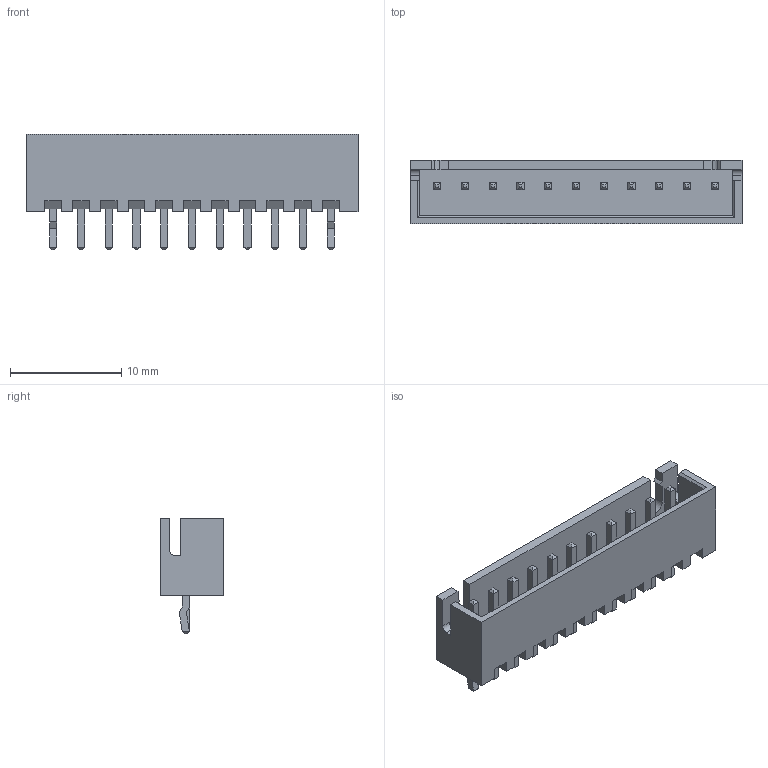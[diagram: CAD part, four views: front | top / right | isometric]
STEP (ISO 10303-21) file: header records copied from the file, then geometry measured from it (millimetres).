
FILE_DESCRIPTION(/* description */ ('model of JST_XH_B11B-XH-A_11x2.50mm_Straight.'),/* implementation_level */ FILE_NAME(/* name */ 'JST_XH_B11B-XH-A_11x2.50mm_Straight..stp',/* time_stamp */ '2017-02-23T14:28:58',/* author */ ('Rene Poeschl',''),/* organization */ (''),/* preprocessor_version */ '',/* originating_system */ '',/* authorisation */ '');
FILE_NAME(/* name */ 'JST_XH_B11B-XH-A_11x2.50mm_Straight..stp',/* time_stamp */ '2017-02-23T14:28:58',/* author */ ('Rene Poeschl',''),/* organization */ (''),/* preprocessor_version */ '',/* originating_system */ '',/* authorisation */ '');
FILE_SCHEMA(('AUTOMOTIVE_DESIGN_CC2 { 1 2 10303 214 -1 1 5 4 }'));
Length unit declared in the file: millimetre
Products named in the file (1): B11B_XH_A
Bounding box: 29.9 x 5.75 x 10.4 mm (x, y, z)
Volume: 565.7 mm3; surface area: 1432.7 mm2
Topology: 1 solids, 1 shells, 309 faces, 775 edges, 490 vertices
Faces by surface type: plane 305, cylinder 4
Entity records: 20981 total; most frequent: CARTESIAN_POINT 3350, DIRECTION 2738, LINE 2096, VECTOR 2096, ORIENTED_EDGE 1550, PCURVE 1550, DEFINITIONAL_REPRESENTATION 1550, EDGE_CURVE 775
